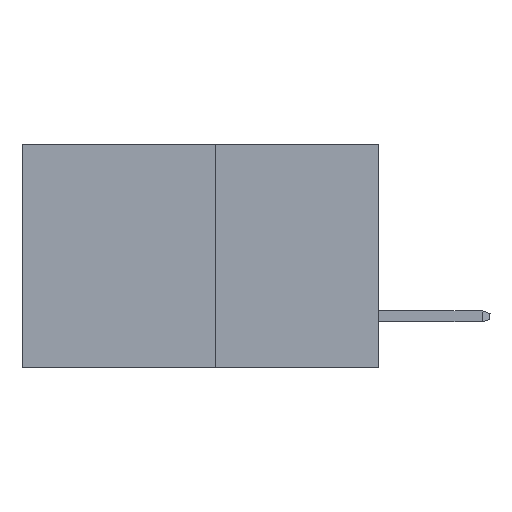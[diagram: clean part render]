
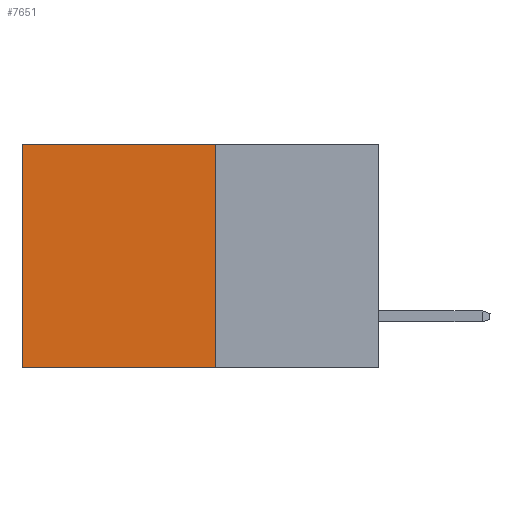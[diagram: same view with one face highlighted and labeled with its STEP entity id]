
A CAD part, left-side view. The second image highlights one B-rep face of the part: STEP entity #7651.
In plain terms, the highlighted planar face has unit normal (-1, 0, 0).
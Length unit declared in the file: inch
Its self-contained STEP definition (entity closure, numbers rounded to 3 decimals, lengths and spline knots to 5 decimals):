
#11 = VECTOR ( 'NONE', #723, 39.37008 ) ;
#709 = ORIENTED_EDGE ( 'NONE', *, *, #8408, .T. ) ;
#723 = DIRECTION ( 'NONE',  ( 0., 0., -1. ) ) ;
#827 = ORIENTED_EDGE ( 'NONE', *, *, #6105, .F. ) ;
#1260 = DIRECTION ( 'NONE',  ( 0., 0., -1. ) ) ;
#1263 = DIRECTION ( 'NONE',  ( 1., 0., 0. ) ) ;
#1279 = EDGE_LOOP ( 'NONE', ( #709, #827, #8013, #7095 ) ) ;
#1514 = VECTOR ( 'NONE', #3796, 39.37008 ) ;
#1801 = LINE ( 'NONE', #6905, #6824 ) ;
#2259 = PLANE ( 'NONE',  #2594 ) ;
#2594 = AXIS2_PLACEMENT_3D ( 'NONE', #4217, #1263, #4744 ) ;
#2668 = CARTESIAN_POINT ( 'NONE',  ( 0.277, 0.27, -0.37 ) ) ;
#2677 = VERTEX_POINT ( 'NONE', #4958 ) ;
#2690 = CARTESIAN_POINT ( 'NONE',  ( 0.277, 0.27, -0.37 ) ) ;
#3138 = CARTESIAN_POINT ( 'NONE',  ( 0.277, 0.27, -0.37 ) ) ;
#3269 = LINE ( 'NONE', #3138, #4692 ) ;
#3444 = VERTEX_POINT ( 'NONE', #4791 ) ;
#3465 = VERTEX_POINT ( 'NONE', #2690 ) ;
#3548 = EDGE_CURVE ( 'NONE', #2677, #3444, #1801, .T. ) ;
#3796 = DIRECTION ( 'NONE',  ( 0., 1., 0. ) ) ;
#4046 = DIRECTION ( 'NONE',  ( 0., 1., 0. ) ) ;
#4084 = LINE ( 'NONE', #4980, #11 ) ;
#4217 = CARTESIAN_POINT ( 'NONE',  ( 0.277, 0.27, -0.37 ) ) ;
#4549 = VERTEX_POINT ( 'NONE', #5458 ) ;
#4574 = EDGE_CURVE ( 'NONE', #2677, #3465, #3269, .T. ) ;
#4692 = VECTOR ( 'NONE', #1260, 39.37008 ) ;
#4744 = DIRECTION ( 'NONE',  ( 0., 0., -1. ) ) ;
#4791 = CARTESIAN_POINT ( 'NONE',  ( 0.277, 0.59, 0. ) ) ;
#4958 = CARTESIAN_POINT ( 'NONE',  ( 0.277, 0.27, 0. ) ) ;
#4980 = CARTESIAN_POINT ( 'NONE',  ( 0.277, 0.59, -0.37 ) ) ;
#5065 = FACE_OUTER_BOUND ( 'NONE', #1279, .T. ) ;
#5458 = CARTESIAN_POINT ( 'NONE',  ( 0.277, 0.59, -0.37 ) ) ;
#6105 = EDGE_CURVE ( 'NONE', #3465, #4549, #8442, .T. ) ;
#6824 = VECTOR ( 'NONE', #4046, 39.37008 ) ;
#6905 = CARTESIAN_POINT ( 'NONE',  ( 0.277, 0.27, 0. ) ) ;
#7095 = ORIENTED_EDGE ( 'NONE', *, *, #3548, .T. ) ;
#7651 = ADVANCED_FACE ( 'NONE', ( #5065 ), #2259, .F. ) ;
#8013 = ORIENTED_EDGE ( 'NONE', *, *, #4574, .F. ) ;
#8408 = EDGE_CURVE ( 'NONE', #3444, #4549, #4084, .T. ) ;
#8442 = LINE ( 'NONE', #2668, #1514 ) ;
